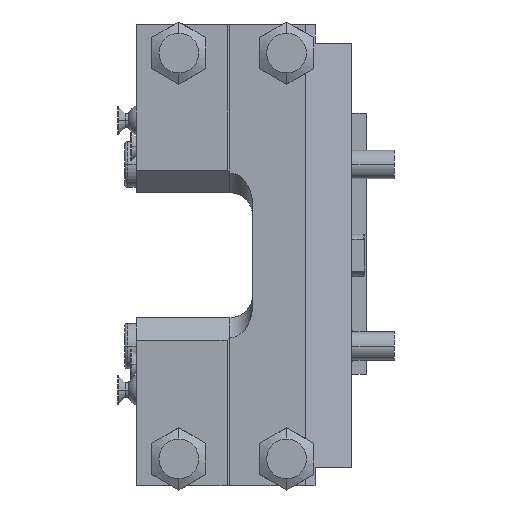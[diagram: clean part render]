
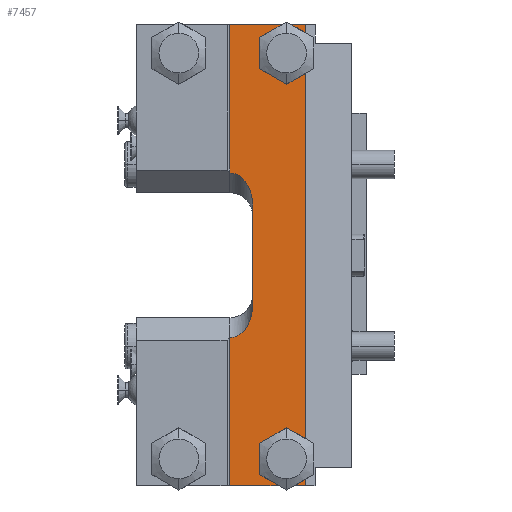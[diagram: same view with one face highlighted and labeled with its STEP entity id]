
A CAD part, front view. The second image highlights one B-rep face of the part: STEP entity #7457.
In plain terms, the highlighted planar face has unit normal (0, -1, 0).
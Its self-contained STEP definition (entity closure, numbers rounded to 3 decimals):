
#9=DIRECTION('',(-1.,0.,0.));
#10=VECTOR('',#9,26.5);
#11=CARTESIAN_POINT('',(-16.5,-51.5,81.25));
#12=LINE('',#11,#10);
#637=CARTESIAN_POINT('',(-43.,-51.5,29.));
#638=CARTESIAN_POINT('',(-42.598,-51.5,29.));
#639=CARTESIAN_POINT('',(-41.875,-51.5,28.918));
#640=CARTESIAN_POINT('',(-40.942,-51.5,28.644));
#641=CARTESIAN_POINT('',(-40.117,-51.5,28.262));
#642=CARTESIAN_POINT('',(-39.131,-51.5,27.638));
#643=CARTESIAN_POINT('',(-38.076,-51.5,26.681));
#644=CARTESIAN_POINT('',(-37.034,-51.5,25.309));
#645=CARTESIAN_POINT('',(-36.192,-51.5,23.737));
#646=CARTESIAN_POINT('',(-35.549,-51.5,21.966));
#647=CARTESIAN_POINT('',(-35.118,-51.5,19.982));
#648=CARTESIAN_POINT('',(-35.,-51.5,18.491));
#649=CARTESIAN_POINT('',(-35.,-51.5,17.686));
#651=DIRECTION('',(0.,0.,-1.));
#652=VECTOR('',#651,35.373);
#653=CARTESIAN_POINT('',(-35.,-51.5,17.686));
#654=LINE('',#653,#652);
#753=DIRECTION('',(0.,0.,-1.));
#754=VECTOR('',#753,162.5);
#755=CARTESIAN_POINT('',(-16.5,-51.5,81.25));
#756=LINE('',#755,#754);
#757=CARTESIAN_POINT('',(-23.,-51.5,71.25));
#758=DIRECTION('',(0.,1.,0.));
#759=DIRECTION('',(0.,0.,1.));
#760=AXIS2_PLACEMENT_3D('',#757,#758,#759);
#762=CARTESIAN_POINT('',(-23.,-51.5,71.25));
#763=DIRECTION('',(0.,1.,0.));
#764=DIRECTION('',(0.,0.,-1.));
#765=AXIS2_PLACEMENT_3D('',#762,#763,#764);
#767=CARTESIAN_POINT('',(-23.,-51.5,-71.75));
#768=DIRECTION('',(0.,1.,0.));
#769=DIRECTION('',(0.,0.,1.));
#770=AXIS2_PLACEMENT_3D('',#767,#768,#769);
#772=CARTESIAN_POINT('',(-23.,-51.5,-71.75));
#773=DIRECTION('',(0.,1.,0.));
#774=DIRECTION('',(0.,0.,-1.));
#775=AXIS2_PLACEMENT_3D('',#772,#773,#774);
#781=DIRECTION('',(0.,0.,-1.));
#782=VECTOR('',#781,52.25);
#783=CARTESIAN_POINT('',(-43.,-51.5,-29.));
#784=LINE('',#783,#782);
#793=CARTESIAN_POINT('',(-35.,-51.5,-17.686));
#794=CARTESIAN_POINT('',(-35.,-51.5,-18.491));
#795=CARTESIAN_POINT('',(-35.118,-51.5,-19.982));
#796=CARTESIAN_POINT('',(-35.549,-51.5,-21.966));
#797=CARTESIAN_POINT('',(-36.192,-51.5,-23.737));
#798=CARTESIAN_POINT('',(-37.034,-51.5,-25.309));
#799=CARTESIAN_POINT('',(-38.076,-51.5,-26.681));
#800=CARTESIAN_POINT('',(-39.131,-51.5,-27.638));
#801=CARTESIAN_POINT('',(-40.117,-51.5,-28.262));
#802=CARTESIAN_POINT('',(-40.942,-51.5,-28.644));
#803=CARTESIAN_POINT('',(-41.875,-51.5,-28.918));
#804=CARTESIAN_POINT('',(-42.598,-51.5,-29.));
#805=CARTESIAN_POINT('',(-43.,-51.5,-29.));
#1019=DIRECTION('',(-1.,0.,0.));
#1020=VECTOR('',#1019,26.5);
#1021=CARTESIAN_POINT('',(-16.5,-51.5,-81.25));
#1022=LINE('',#1021,#1020);
#3485=DIRECTION('',(0.,0.,-1.));
#3486=VECTOR('',#3485,52.25);
#3487=CARTESIAN_POINT('',(-43.,-51.5,81.25));
#3488=LINE('',#3487,#3486);
#5610=CARTESIAN_POINT('',(-35.,-51.5,17.686));
#5612=VERTEX_POINT('',#5610);
#5614=CARTESIAN_POINT('',(-43.,-51.5,29.));
#5616=VERTEX_POINT('',#5614);
#5625=CARTESIAN_POINT('',(-43.,-51.5,-29.));
#5627=VERTEX_POINT('',#5625);
#5629=CARTESIAN_POINT('',(-35.,-51.5,-17.686));
#5631=VERTEX_POINT('',#5629);
#5641=CARTESIAN_POINT('',(-16.5,-51.5,81.25));
#5642=CARTESIAN_POINT('',(-43.,-51.5,81.25));
#5643=VERTEX_POINT('',#5641);
#5644=VERTEX_POINT('',#5642);
#5645=CARTESIAN_POINT('',(-16.5,-51.5,-81.25));
#5646=CARTESIAN_POINT('',(-43.,-51.5,-81.25));
#5647=VERTEX_POINT('',#5645);
#5648=VERTEX_POINT('',#5646);
#6079=CARTESIAN_POINT('',(-23.,-51.5,77.25));
#6080=CARTESIAN_POINT('',(-23.,-51.5,65.25));
#6081=VERTEX_POINT('',#6079);
#6082=VERTEX_POINT('',#6080);
#6133=CARTESIAN_POINT('',(-23.,-51.5,-65.75));
#6134=CARTESIAN_POINT('',(-23.,-51.5,-77.75));
#6135=VERTEX_POINT('',#6133);
#6136=VERTEX_POINT('',#6134);
#7425=CARTESIAN_POINT('',(-16.5,-51.5,81.25));
#7426=DIRECTION('',(0.,-1.,0.));
#7427=DIRECTION('',(-1.,0.,0.));
#7428=AXIS2_PLACEMENT_3D('',#7425,#7426,#7427);
#7429=PLANE('',#7428);
#7431=ORIENTED_EDGE('',*,*,#7430,.F.);
#7433=ORIENTED_EDGE('',*,*,#7432,.F.);
#7434=ORIENTED_EDGE('',*,*,#7358,.F.);
#7435=ORIENTED_EDGE('',*,*,#7347,.F.);
#7437=ORIENTED_EDGE('',*,*,#7436,.F.);
#7438=ORIENTED_EDGE('',*,*,#6740,.F.);
#7440=ORIENTED_EDGE('',*,*,#7439,.T.);
#7442=ORIENTED_EDGE('',*,*,#7441,.T.);
#7443=EDGE_LOOP('',(#7431,#7433,#7434,#7435,#7437,#7438,#7440,#7442));
#7444=FACE_OUTER_BOUND('',#7443,.F.);
#7446=ORIENTED_EDGE('',*,*,#7445,.F.);
#7448=ORIENTED_EDGE('',*,*,#7447,.F.);
#7449=EDGE_LOOP('',(#7446,#7448));
#7450=FACE_BOUND('',#7449,.F.);
#7452=ORIENTED_EDGE('',*,*,#7451,.F.);
#7454=ORIENTED_EDGE('',*,*,#7453,.F.);
#7455=EDGE_LOOP('',(#7452,#7454));
#7456=FACE_BOUND('',#7455,.F.);
#7457=ADVANCED_FACE('',(#7444,#7450,#7456),#7429,.T.);
#650=B_SPLINE_CURVE_WITH_KNOTS('',3,(#637,#638,#639,#640,#641,#642,#643,#644,
#645,#646,#647,#648,#649),.UNSPECIFIED.,.F.,.F.,(4,1,1,1,1,1,1,1,1,1,4),(0.,
0.063,0.125,0.188,0.25,0.375,0.5,0.625,0.75,0.875,1.),
.UNSPECIFIED.);
#761=CIRCLE('',#760,6.);
#766=CIRCLE('',#765,6.);
#771=CIRCLE('',#770,6.);
#776=CIRCLE('',#775,6.);
#806=B_SPLINE_CURVE_WITH_KNOTS('',3,(#793,#794,#795,#796,#797,#798,#799,#800,
#801,#802,#803,#804,#805),.UNSPECIFIED.,.F.,.F.,(4,1,1,1,1,1,1,1,1,1,4),(0.,
0.125,0.25,0.375,0.5,0.625,0.75,0.813,0.875,0.938,1.),
.UNSPECIFIED.);
#6740=EDGE_CURVE('',#5643,#5644,#12,.T.);
#7347=EDGE_CURVE('',#5616,#5612,#650,.T.);
#7358=EDGE_CURVE('',#5612,#5631,#654,.T.);
#7430=EDGE_CURVE('',#5627,#5648,#784,.T.);
#7432=EDGE_CURVE('',#5631,#5627,#806,.T.);
#7436=EDGE_CURVE('',#5644,#5616,#3488,.T.);
#7439=EDGE_CURVE('',#5643,#5647,#756,.T.);
#7441=EDGE_CURVE('',#5647,#5648,#1022,.T.);
#7445=EDGE_CURVE('',#6081,#6082,#761,.T.);
#7447=EDGE_CURVE('',#6082,#6081,#766,.T.);
#7451=EDGE_CURVE('',#6135,#6136,#771,.T.);
#7453=EDGE_CURVE('',#6136,#6135,#776,.T.);
